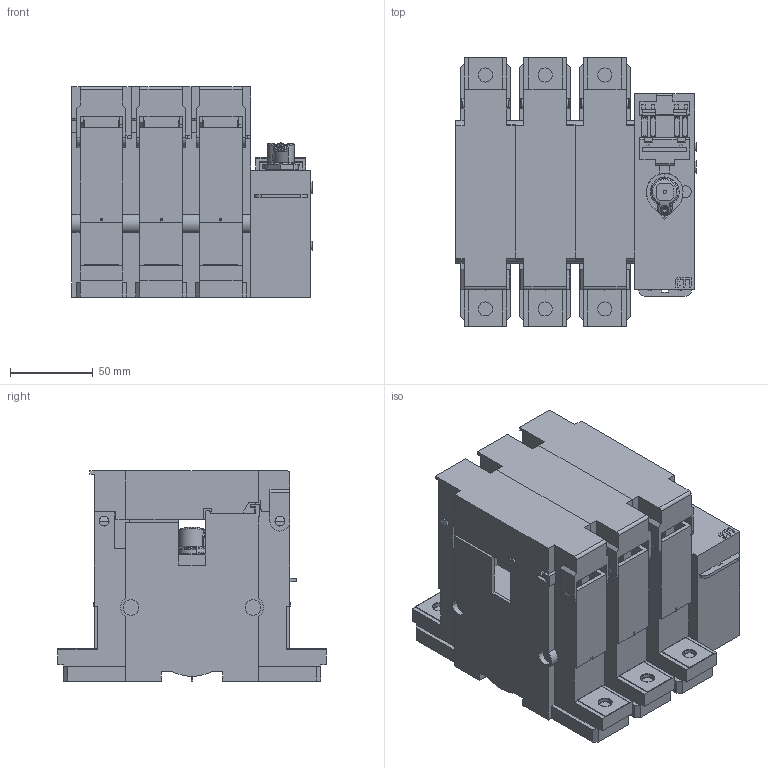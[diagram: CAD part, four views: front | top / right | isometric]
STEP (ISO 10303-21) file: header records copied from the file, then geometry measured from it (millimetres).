
FILE_DESCRIPTION((''),'2;1');
FILE_NAME('JJ_ASM','2021-09-28T',('marketing.praksa'),('Audax d.o.o.'),'CREO PARAMETRIC BY PTC INC, 2017480','CREO PARAMETRIC BY PTC INC, 2017480','');
FILE_SCHEMA(('AUTOMOTIVE_DESIGN { 1 0 10303 214 1 1 1 1 }'));
Length unit declared in the file: metre
Products named in the file (9): 38313012_3_1; 38313012_2_1; 38313012_1_1; PRT9565; PRT9566; PRT9567; AL-PT2; PRT9568; JJ_ASM
Assembly tree (8 placements, depth 2):
  JJ_ASM
    38313012_3_1
    38313012_2_1
    38313012_1_1
    PRT9565
    PRT9566
    PRT9567
    AL-PT2
    PRT9568
Bounding box: 145.2 x 162 x 126.8 mm (x, y, z)
Volume: 1182963.3 mm3; surface area: 247170.3 mm2
Topology: 15 solids, 26 shells, 1172 faces, 3274 edges, 2193 vertices
Faces by surface type: plane 924, cylinder 223, bspline 17, cone 8
Entity records: 58345 total; most frequent: CARTESIAN_POINT 9102, ORIENTED_EDGE 6548, DIRECTION 6002, PRESENTATION_STYLE_ASSIGNMENT 4461, STYLED_ITEM 4461, CURVE_STYLE 3274, EDGE_CURVE 3274, VECTOR 2636
